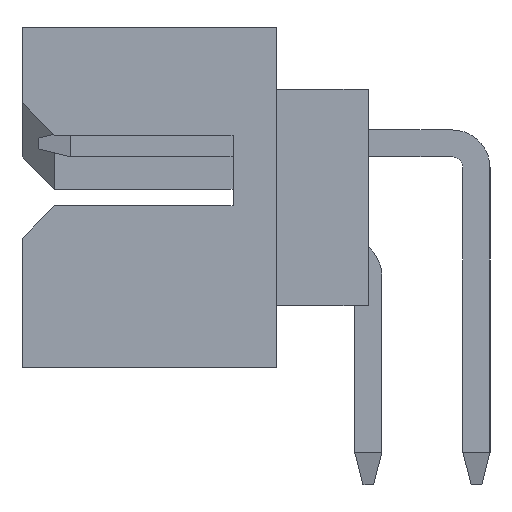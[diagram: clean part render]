
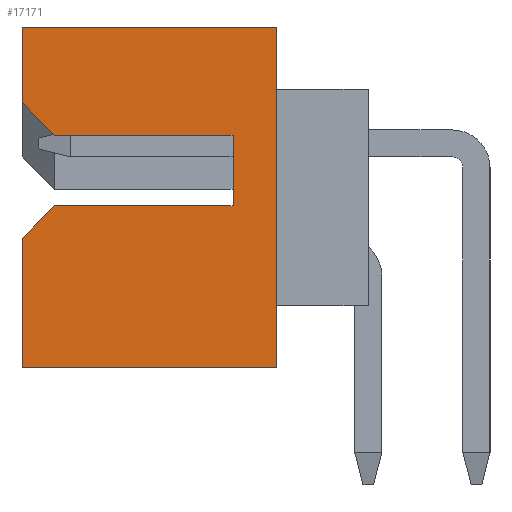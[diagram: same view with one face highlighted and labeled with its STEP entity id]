
A CAD part, left-side view. The second image highlights one B-rep face of the part: STEP entity #17171.
In plain terms, the highlighted planar face has unit normal (-1, 0, 0).
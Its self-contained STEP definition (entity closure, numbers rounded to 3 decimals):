
#1=DIRECTION('',(0.,-1.,0.));
#2=VECTOR('',#1,4.7);
#3=CARTESIAN_POINT('',(-23.325,3.2,-3.15));
#4=LINE('',#3,#2);
#17=DIRECTION('',(0.,0.707,-0.707));
#18=VECTOR('',#17,0.849);
#19=CARTESIAN_POINT('',(-23.325,2.6,-0.15));
#20=LINE('',#19,#18);
#21=DIRECTION('',(0.,-1.,0.));
#22=VECTOR('',#21,3.3);
#23=CARTESIAN_POINT('',(-23.325,2.6,-0.15));
#24=LINE('',#23,#22);
#25=DIRECTION('',(0.,0.,-1.));
#26=VECTOR('',#25,1.3);
#27=CARTESIAN_POINT('',(-23.325,-0.7,1.15));
#28=LINE('',#27,#26);
#29=DIRECTION('',(0.,-1.,0.));
#30=VECTOR('',#29,3.3);
#31=CARTESIAN_POINT('',(-23.325,2.6,1.15));
#32=LINE('',#31,#30);
#33=DIRECTION('',(0.,-0.707,-0.707));
#34=VECTOR('',#33,0.849);
#35=CARTESIAN_POINT('',(-23.325,3.2,1.75));
#36=LINE('',#35,#34);
#37=DIRECTION('',(0.,0.,1.));
#38=VECTOR('',#37,1.4);
#39=CARTESIAN_POINT('',(-23.325,3.2,1.75));
#40=LINE('',#39,#38);
#41=DIRECTION('',(0.,0.,1.));
#42=VECTOR('',#41,6.3);
#43=CARTESIAN_POINT('',(-23.325,-1.5,-3.15));
#44=LINE('',#43,#42);
#45=DIRECTION('',(0.,0.,1.));
#46=VECTOR('',#45,2.4);
#47=CARTESIAN_POINT('',(-23.325,3.2,-3.15));
#48=LINE('',#47,#46);
#12215=DIRECTION('',(0.,-1.,0.));
#12216=VECTOR('',#12215,4.7);
#12217=CARTESIAN_POINT('',(-23.325,3.2,3.15));
#12218=LINE('',#12217,#12216);
#13074=CARTESIAN_POINT('',(-23.325,3.2,-3.15));
#13076=VERTEX_POINT('',#13074);
#13093=CARTESIAN_POINT('',(-23.325,-1.5,-3.15));
#13094=VERTEX_POINT('',#13093);
#13097=CARTESIAN_POINT('',(-23.325,3.2,3.15));
#13098=CARTESIAN_POINT('',(-23.325,-1.5,3.15));
#13099=VERTEX_POINT('',#13097);
#13100=VERTEX_POINT('',#13098);
#13157=CARTESIAN_POINT('',(-23.325,-0.7,1.15));
#13158=CARTESIAN_POINT('',(-23.325,-0.7,-0.15));
#13159=VERTEX_POINT('',#13157);
#13160=VERTEX_POINT('',#13158);
#13497=CARTESIAN_POINT('',(-23.325,2.6,-0.15));
#13498=CARTESIAN_POINT('',(-23.325,3.2,-0.75));
#13499=VERTEX_POINT('',#13497);
#13500=VERTEX_POINT('',#13498);
#13541=CARTESIAN_POINT('',(-23.325,3.2,1.75));
#13542=CARTESIAN_POINT('',(-23.325,2.6,1.15));
#13543=VERTEX_POINT('',#13541);
#13544=VERTEX_POINT('',#13542);
#17145=CARTESIAN_POINT('',(-23.325,3.2,-3.15));
#17146=DIRECTION('',(-1.,0.,0.));
#17147=DIRECTION('',(0.,-1.,0.));
#17148=AXIS2_PLACEMENT_3D('',#17145,#17146,#17147);
#17149=PLANE('',#17148);
#17151=ORIENTED_EDGE('',*,*,#17150,.F.);
#17153=ORIENTED_EDGE('',*,*,#17152,.T.);
#17155=ORIENTED_EDGE('',*,*,#17154,.F.);
#17157=ORIENTED_EDGE('',*,*,#17156,.F.);
#17159=ORIENTED_EDGE('',*,*,#17158,.F.);
#17161=ORIENTED_EDGE('',*,*,#17160,.T.);
#17163=ORIENTED_EDGE('',*,*,#17162,.T.);
#17165=ORIENTED_EDGE('',*,*,#17164,.F.);
#17166=ORIENTED_EDGE('',*,*,#17134,.F.);
#17168=ORIENTED_EDGE('',*,*,#17167,.T.);
#17169=EDGE_LOOP('',(#17151,#17153,#17155,#17157,#17159,#17161,#17163,#17165,
#17166,#17168));
#17170=FACE_OUTER_BOUND('',#17169,.F.);
#17171=ADVANCED_FACE('',(#17170),#17149,.T.);
#17134=EDGE_CURVE('',#13076,#13094,#4,.T.);
#17150=EDGE_CURVE('',#13499,#13500,#20,.T.);
#17152=EDGE_CURVE('',#13499,#13160,#24,.T.);
#17154=EDGE_CURVE('',#13159,#13160,#28,.T.);
#17156=EDGE_CURVE('',#13544,#13159,#32,.T.);
#17158=EDGE_CURVE('',#13543,#13544,#36,.T.);
#17160=EDGE_CURVE('',#13543,#13099,#40,.T.);
#17162=EDGE_CURVE('',#13099,#13100,#12218,.T.);
#17164=EDGE_CURVE('',#13094,#13100,#44,.T.);
#17167=EDGE_CURVE('',#13076,#13500,#48,.T.);
